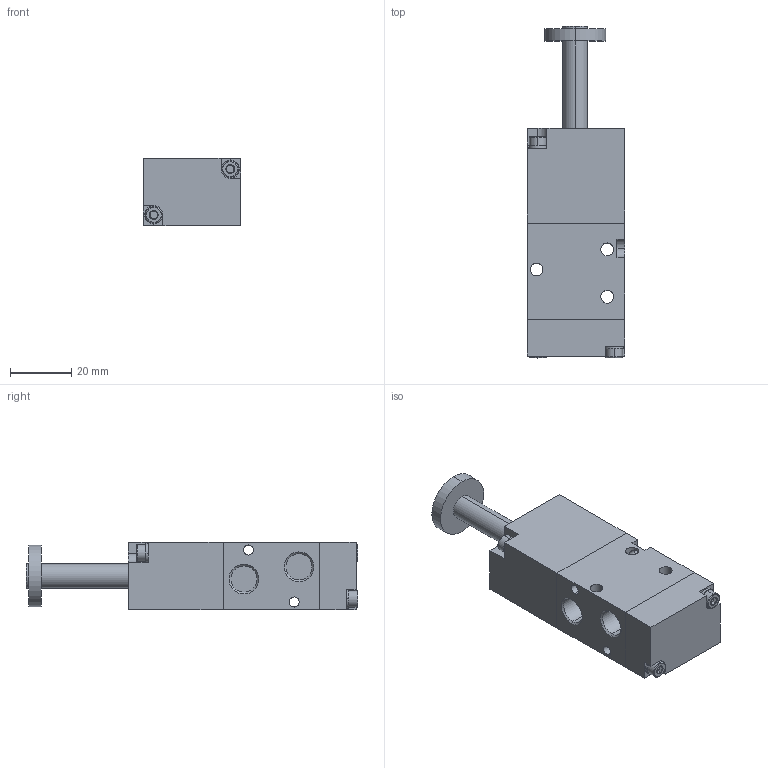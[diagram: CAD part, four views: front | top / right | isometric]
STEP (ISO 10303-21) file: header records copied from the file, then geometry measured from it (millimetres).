
FILE_DESCRIPTION(('HOOPS Exchange Step'),'2;1');
FILE_NAME('export-0F2BD784-90DC-408E-BEC0-0BF408681C6E.stp','2021-10-28T16:07:22+02:00',('User'),('Alibre'),'HOOPS Exchange 2020.1','Alibre','Unknown authorisation');
FILE_SCHEMA( ('AP242_MANAGED_MODEL_BASED_3D_ENGINEERING_MIM_LF {1 0 10303 442 1 1 4 }') );
Length unit declared in the file: millimetre
Products named in the file (6): 5751-2 7010020200 Monostable valve 3-2 1-8''; 5751-4 7010020200 Monostable valve 3-2 1-8'' Washer ISO 8738 3; 5751-5 7010020200 Monostable valve 3-2 1-8'' DIN 912 M3x12; 5751-3 7010020200 Monostable valve 3-2 1-8''; 5751-1 7010020200 Monostable valve 3-2 1-8''; 5751 7010020200 Monostable valve 3-2 1-8''
Bounding box: 32 x 108.6 x 22 mm (x, y, z)
Volume: 51499.3 mm3; surface area: 16900.4 mm2
Topology: 7 solids, 99 shells, 244 faces, 732 edges, 568 vertices
Faces by surface type: plane 116, cylinder 72, cone 32, torus 24
Entity records: 5833 total; most frequent: CARTESIAN_POINT 2073, DIRECTION 784, ORIENTED_EDGE 638, EDGE_CURVE 366, AXIS2_PLACEMENT_3D 293, VERTEX_POINT 262, VECTOR 198, LINE 198
